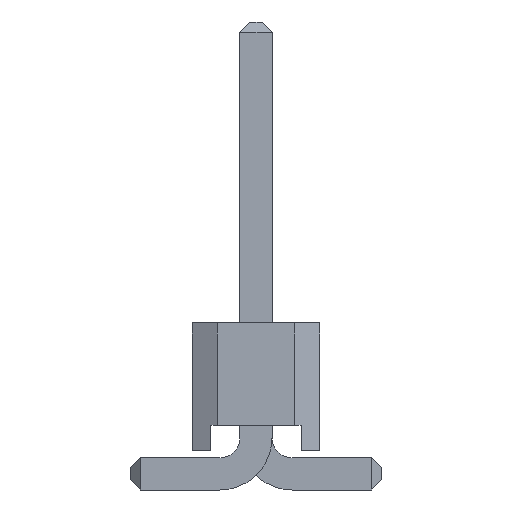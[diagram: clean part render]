
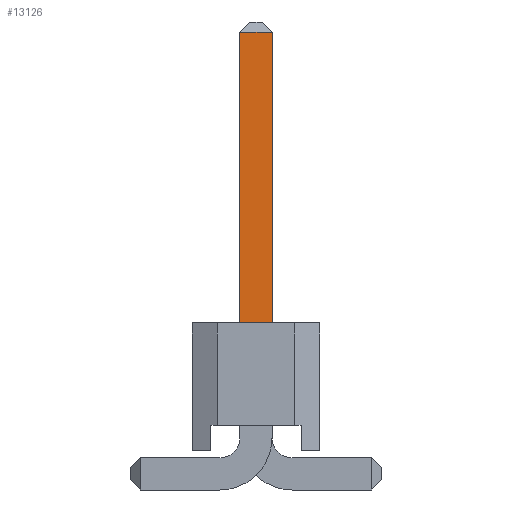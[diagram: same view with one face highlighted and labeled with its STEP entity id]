
A CAD part, left-side view. The second image highlights one B-rep face of the part: STEP entity #13126.
In plain terms, the highlighted planar face has unit normal (-1, 0, 0).
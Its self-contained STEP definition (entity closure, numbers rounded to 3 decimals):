
#2748=ORIENTED_EDGE('',*,*,#3787,.F.);
#2749=ORIENTED_EDGE('',*,*,#4072,.F.);
#2750=ORIENTED_EDGE('',*,*,#4065,.T.);
#2751=ORIENTED_EDGE('',*,*,#4073,.F.);
#3787=EDGE_CURVE('',#4751,#4752,#5877,.T.);
#4065=EDGE_CURVE('',#4908,#4907,#6155,.T.);
#4072=EDGE_CURVE('',#4908,#4751,#6162,.T.);
#4073=EDGE_CURVE('',#4752,#4907,#6163,.T.);
#4751=VERTEX_POINT('',#18215);
#4752=VERTEX_POINT('',#18217);
#4907=VERTEX_POINT('',#18785);
#4908=VERTEX_POINT('',#18789);
#5877=LINE('',#18216,#7131);
#6155=LINE('',#18788,#7409);
#6162=LINE('',#18801,#7416);
#6163=LINE('',#18803,#7417);
#7131=VECTOR('',#15557,1000.);
#7409=VECTOR('',#16111,1000.);
#7416=VECTOR('',#16126,1000.);
#7417=VECTOR('',#16129,1000.);
#7964=EDGE_LOOP('',(#2748,#2749,#2750,#2751));
#8512=FACE_BOUND('',#7964,.T.);
#8996=PLANE('',#13713);
#13126=ADVANCED_FACE('',(#8512),#8996,.T.);
#13713=AXIS2_PLACEMENT_3D('',#18802,#16127,#16128);
#15557=DIRECTION('',(0.,1.,0.));
#16111=DIRECTION('',(0.,1.,0.));
#16126=DIRECTION('',(0.,0.,-1.));
#16127=DIRECTION('',(-1.,0.,0.));
#16128=DIRECTION('',(0.,0.,1.));
#16129=DIRECTION('',(0.,0.,1.));
#18215=CARTESIAN_POINT('',(-19.37,-0.32,1.27));
#18216=CARTESIAN_POINT('',(-19.37,-0.32,1.27));
#18217=CARTESIAN_POINT('',(-19.37,0.32,1.27));
#18785=CARTESIAN_POINT('',(-19.37,0.32,7.07));
#18788=CARTESIAN_POINT('',(-19.37,0.32,7.07));
#18789=CARTESIAN_POINT('',(-19.37,-0.32,7.07));
#18801=CARTESIAN_POINT('',(-19.37,-0.32,-1.02));
#18802=CARTESIAN_POINT('',(-19.37,0.72,-1.02));
#18803=CARTESIAN_POINT('',(-19.37,0.32,-1.02));
